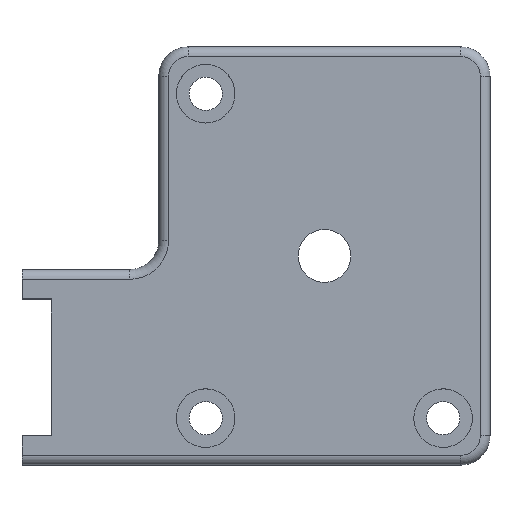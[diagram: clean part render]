
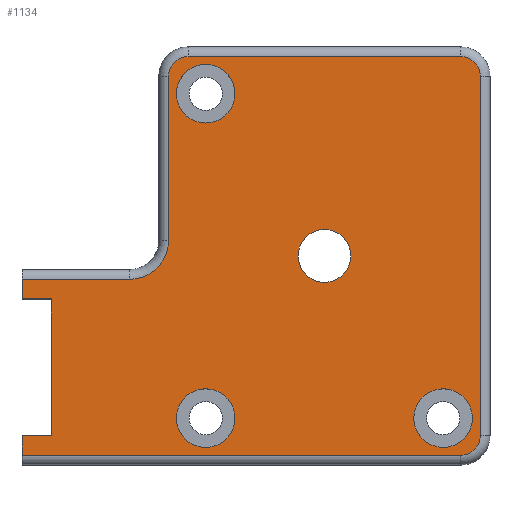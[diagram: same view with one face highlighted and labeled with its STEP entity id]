
A CAD part, top view. The second image highlights one B-rep face of the part: STEP entity #1134.
In plain terms, the highlighted planar face has unit normal (0, 0, 1).
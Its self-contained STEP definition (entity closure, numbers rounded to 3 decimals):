
#25=FACE_BOUND('',#239,.T.);
#26=FACE_BOUND('',#240,.T.);
#27=FACE_BOUND('',#241,.T.);
#28=FACE_BOUND('',#242,.T.);
#69=CIRCLE('',#1209,4.);
#72=CIRCLE('',#1214,2.);
#75=CIRCLE('',#1219,2.);
#78=CIRCLE('',#1224,2.);
#87=CIRCLE('',#1249,2.7);
#89=CIRCLE('',#1259,3.);
#91=CIRCLE('',#1263,3.);
#93=CIRCLE('',#1267,3.);
#166=FACE_OUTER_BOUND('',#238,.T.);
#238=EDGE_LOOP('',(#949,#950,#951,#952,#953,#954,#955,#956,#957,#958,#959,
#960,#961,#962));
#239=EDGE_LOOP('',(#963));
#240=EDGE_LOOP('',(#964));
#241=EDGE_LOOP('',(#965));
#242=EDGE_LOOP('',(#966));
#301=LINE('',#1760,#399);
#303=LINE('',#1772,#401);
#304=LINE('',#1780,#402);
#305=LINE('',#1788,#403);
#306=LINE('',#1796,#404);
#307=LINE('',#1799,#405);
#312=LINE('',#1808,#410);
#314=LINE('',#1812,#412);
#316=LINE('',#1816,#414);
#317=LINE('',#1818,#415);
#399=VECTOR('',#1429,10.);
#401=VECTOR('',#1445,10.);
#402=VECTOR('',#1456,10.);
#403=VECTOR('',#1467,10.);
#404=VECTOR('',#1478,10.);
#405=VECTOR('',#1481,10.);
#410=VECTOR('',#1492,10.);
#412=VECTOR('',#1496,10.);
#414=VECTOR('',#1500,10.);
#415=VECTOR('',#1503,10.);
#490=VERTEX_POINT('',#1756);
#492=VERTEX_POINT('',#1759);
#494=VERTEX_POINT('',#1765);
#495=VERTEX_POINT('',#1770);
#496=VERTEX_POINT('',#1774);
#497=VERTEX_POINT('',#1778);
#498=VERTEX_POINT('',#1782);
#499=VERTEX_POINT('',#1786);
#500=VERTEX_POINT('',#1790);
#501=VERTEX_POINT('',#1794);
#502=VERTEX_POINT('',#1798);
#503=VERTEX_POINT('',#1806);
#504=VERTEX_POINT('',#1810);
#505=VERTEX_POINT('',#1814);
#519=VERTEX_POINT('',#1860);
#521=VERTEX_POINT('',#1879);
#523=VERTEX_POINT('',#1886);
#525=VERTEX_POINT('',#1893);
#605=EDGE_CURVE('',#492,#490,#301,.T.);
#610=EDGE_CURVE('',#494,#492,#69,.T.);
#612=EDGE_CURVE('',#495,#494,#303,.T.);
#614=EDGE_CURVE('',#496,#495,#72,.T.);
#616=EDGE_CURVE('',#497,#496,#304,.T.);
#618=EDGE_CURVE('',#498,#497,#75,.T.);
#620=EDGE_CURVE('',#499,#498,#305,.T.);
#622=EDGE_CURVE('',#500,#499,#78,.T.);
#624=EDGE_CURVE('',#501,#500,#306,.T.);
#625=EDGE_CURVE('',#501,#502,#307,.T.);
#630=EDGE_CURVE('',#503,#490,#312,.T.);
#632=EDGE_CURVE('',#504,#503,#314,.T.);
#634=EDGE_CURVE('',#505,#504,#316,.T.);
#635=EDGE_CURVE('',#502,#505,#317,.T.);
#656=EDGE_CURVE('',#519,#519,#87,.T.);
#665=EDGE_CURVE('',#521,#521,#89,.T.);
#668=EDGE_CURVE('',#523,#523,#91,.T.);
#671=EDGE_CURVE('',#525,#525,#93,.T.);
#949=ORIENTED_EDGE('',*,*,#624,.T.);
#950=ORIENTED_EDGE('',*,*,#622,.T.);
#951=ORIENTED_EDGE('',*,*,#620,.T.);
#952=ORIENTED_EDGE('',*,*,#618,.T.);
#953=ORIENTED_EDGE('',*,*,#616,.T.);
#954=ORIENTED_EDGE('',*,*,#614,.T.);
#955=ORIENTED_EDGE('',*,*,#612,.T.);
#956=ORIENTED_EDGE('',*,*,#610,.T.);
#957=ORIENTED_EDGE('',*,*,#605,.T.);
#958=ORIENTED_EDGE('',*,*,#630,.F.);
#959=ORIENTED_EDGE('',*,*,#632,.F.);
#960=ORIENTED_EDGE('',*,*,#634,.F.);
#961=ORIENTED_EDGE('',*,*,#635,.F.);
#962=ORIENTED_EDGE('',*,*,#625,.F.);
#963=ORIENTED_EDGE('',*,*,#656,.F.);
#964=ORIENTED_EDGE('',*,*,#665,.F.);
#965=ORIENTED_EDGE('',*,*,#668,.F.);
#966=ORIENTED_EDGE('',*,*,#671,.F.);
#1003=PLANE('',#1268);
#1134=ADVANCED_FACE('',(#166,#25,#26,#27,#28),#1003,.F.);
#1209=AXIS2_PLACEMENT_3D('',#1768,#1439,#1440);
#1214=AXIS2_PLACEMENT_3D('',#1776,#1450,#1451);
#1219=AXIS2_PLACEMENT_3D('',#1784,#1461,#1462);
#1224=AXIS2_PLACEMENT_3D('',#1792,#1472,#1473);
#1249=AXIS2_PLACEMENT_3D('',#1861,#1547,#1548);
#1259=AXIS2_PLACEMENT_3D('',#1880,#1574,#1575);
#1263=AXIS2_PLACEMENT_3D('',#1887,#1583,#1584);
#1267=AXIS2_PLACEMENT_3D('',#1894,#1592,#1593);
#1268=AXIS2_PLACEMENT_3D('',#1896,#1595,#1596);
#1429=DIRECTION('',(-1.,0.,0.));
#1439=DIRECTION('center_axis',(0.,0.,-1.));
#1440=DIRECTION('ref_axis',(0.707,-0.707,0.));
#1445=DIRECTION('',(0.,-1.,0.));
#1450=DIRECTION('center_axis',(0.,0.,1.));
#1451=DIRECTION('ref_axis',(-0.707,0.707,0.));
#1456=DIRECTION('',(-1.,0.,0.));
#1461=DIRECTION('center_axis',(0.,0.,1.));
#1462=DIRECTION('ref_axis',(0.707,0.707,0.));
#1467=DIRECTION('',(0.,1.,0.));
#1472=DIRECTION('center_axis',(0.,0.,1.));
#1473=DIRECTION('ref_axis',(0.707,-0.707,0.));
#1478=DIRECTION('',(1.,0.,0.));
#1481=DIRECTION('',(0.,1.,0.));
#1492=DIRECTION('',(0.,1.,0.));
#1496=DIRECTION('',(-1.,0.,0.));
#1500=DIRECTION('',(0.,1.,0.));
#1503=DIRECTION('',(1.,0.,0.));
#1547=DIRECTION('center_axis',(0.,0.,1.));
#1548=DIRECTION('ref_axis',(1.,0.,0.));
#1574=DIRECTION('center_axis',(0.,0.,1.));
#1575=DIRECTION('ref_axis',(1.,0.,0.));
#1583=DIRECTION('center_axis',(0.,0.,1.));
#1584=DIRECTION('ref_axis',(1.,0.,0.));
#1592=DIRECTION('center_axis',(0.,0.,1.));
#1593=DIRECTION('ref_axis',(1.,0.,0.));
#1595=DIRECTION('center_axis',(0.,0.,-1.));
#1596=DIRECTION('ref_axis',(0.,1.,0.));
#1756=CARTESIAN_POINT('',(-30.95,-2.4,3.5));
#1759=CARTESIAN_POINT('',(-19.95,-2.4,3.5));
#1760=CARTESIAN_POINT('',(-15.475,-2.4,3.5));
#1765=CARTESIAN_POINT('',(-15.95,1.6,3.5));
#1768=CARTESIAN_POINT('Origin',(-19.95,1.6,3.5));
#1770=CARTESIAN_POINT('',(-15.95,18.4,3.5));
#1772=CARTESIAN_POINT('',(-15.95,-10.7,3.5));
#1774=CARTESIAN_POINT('',(-13.95,20.4,3.5));
#1776=CARTESIAN_POINT('Origin',(-13.95,18.4,3.5));
#1778=CARTESIAN_POINT('',(13.95,20.4,3.5));
#1780=CARTESIAN_POINT('',(-8.475,20.4,3.5));
#1782=CARTESIAN_POINT('',(15.95,18.4,3.5));
#1784=CARTESIAN_POINT('Origin',(13.95,18.4,3.5));
#1786=CARTESIAN_POINT('',(15.95,-18.4,3.5));
#1788=CARTESIAN_POINT('',(15.95,10.7,3.5));
#1790=CARTESIAN_POINT('',(13.95,-20.4,3.5));
#1792=CARTESIAN_POINT('Origin',(13.95,-18.4,3.5));
#1794=CARTESIAN_POINT('',(-30.95,-20.4,3.5));
#1796=CARTESIAN_POINT('',(8.475,-20.4,3.5));
#1798=CARTESIAN_POINT('',(-30.95,-18.4,3.5));
#1799=CARTESIAN_POINT('',(-30.95,-21.4,3.5));
#1806=CARTESIAN_POINT('',(-30.95,-4.4,3.5));
#1808=CARTESIAN_POINT('',(-30.95,-4.4,3.5));
#1810=CARTESIAN_POINT('',(-27.95,-4.4,3.5));
#1812=CARTESIAN_POINT('',(-27.95,-4.4,3.5));
#1814=CARTESIAN_POINT('',(-27.95,-18.4,3.5));
#1816=CARTESIAN_POINT('',(-27.95,-18.4,3.5));
#1818=CARTESIAN_POINT('',(-30.95,-18.4,3.5));
#1860=CARTESIAN_POINT('',(-2.7,0.,3.5));
#1861=CARTESIAN_POINT('Origin',(0.,0.,3.5));
#1879=CARTESIAN_POINT('',(-15.15,16.6,3.5));
#1880=CARTESIAN_POINT('Origin',(-12.15,16.6,3.5));
#1886=CARTESIAN_POINT('',(-15.15,-16.6,3.5));
#1887=CARTESIAN_POINT('Origin',(-12.15,-16.6,3.5));
#1893=CARTESIAN_POINT('',(9.15,-16.6,3.5));
#1894=CARTESIAN_POINT('Origin',(12.15,-16.6,3.5));
#1896=CARTESIAN_POINT('Origin',(0.,0.,3.5));
